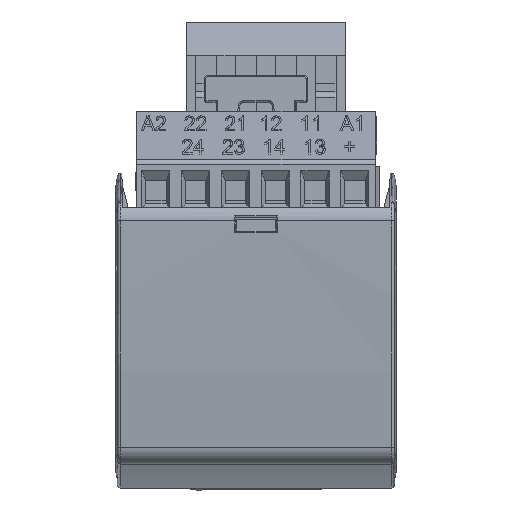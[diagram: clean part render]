
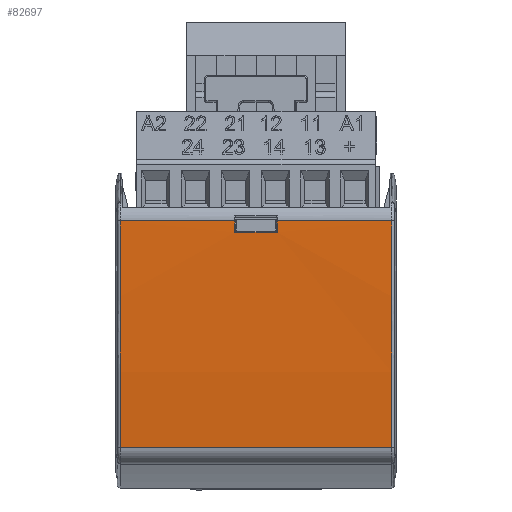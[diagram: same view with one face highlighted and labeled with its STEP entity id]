
A CAD part, left-side view. The second image highlights one B-rep face of the part: STEP entity #82697.
In plain terms, the highlighted cylindrical face has radius 300 mm (diameter 600 mm), a partial arc.
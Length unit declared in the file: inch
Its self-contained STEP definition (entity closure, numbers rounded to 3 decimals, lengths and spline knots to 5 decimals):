
#208 = LINE ( 'NONE', #87087, #10801 ) ;
#909 = VERTEX_POINT ( 'NONE', #50742 ) ;
#1014 = DIRECTION ( 'NONE',  ( 0., -1., 0. ) ) ;
#5192 = CARTESIAN_POINT ( 'NONE',  ( 9.7394, 0., 0.18504 ) ) ;
#5460 = CARTESIAN_POINT ( 'NONE',  ( -2.07086, 0., 0.0511 ) ) ;
#5623 = CARTESIAN_POINT ( 'NONE',  ( -2.07086, 0.10687, 0.0511 ) ) ;
#7219 = CYLINDRICAL_SURFACE ( 'NONE', #52480, 11.81102 ) ;
#10493 = CARTESIAN_POINT ( 'NONE',  ( -2.07086, 0.6811, 0.0511 ) ) ;
#10801 = VECTOR ( 'NONE', #1014, 39.37008 ) ;
#11209 = EDGE_CURVE ( 'NONE', #59043, #79650, #100073, .T. ) ;
#11534 = VERTEX_POINT ( 'NONE', #123424 ) ;
#12769 = CARTESIAN_POINT ( 'NONE',  ( -2.00287, -0.6811, -1.08749 ) ) ;
#13000 = DIRECTION ( 'NONE',  ( 0., 1., 0. ) ) ;
#16746 = CARTESIAN_POINT ( 'NONE',  ( -2.07086, -0.10687, 0.0511 ) ) ;
#16819 = CARTESIAN_POINT ( 'NONE',  ( -2.07086, -0.6811, 0.0511 ) ) ;
#17303 = LINE ( 'NONE', #123158, #47512 ) ;
#18862 = VERTEX_POINT ( 'NONE', #89876 ) ;
#21028 = CARTESIAN_POINT ( 'NONE',  ( 9.7394, 0.6811, 0.18504 ) ) ;
#21722 = EDGE_LOOP ( 'NONE', ( #122954, #103646, #79499, #123051, #95726, #68409, #82170, #43503 ) ) ;
#22331 = DIRECTION ( 'NONE',  ( 0., 0., -1. ) ) ;
#25255 = VECTOR ( 'NONE', #52105, 39.37008 ) ;
#26146 = VECTOR ( 'NONE', #53638, 39.37008 ) ;
#26759 = CARTESIAN_POINT ( 'NONE',  ( -2.07007, 0.10686, -0.006 ) ) ;
#30643 = LINE ( 'NONE', #5460, #26146 ) ;
#34871 = CARTESIAN_POINT ( 'NONE',  ( -2.07038, 0.10686, 0.01303 ) ) ;
#34881 = CARTESIAN_POINT ( 'NONE',  ( -2.00287, 0.6811, -1.08749 ) ) ;
#35590 = DIRECTION ( 'NONE',  ( 0., -1., 0. ) ) ;
#38130 = AXIS2_PLACEMENT_3D ( 'NONE', #59882, #13000, #22331 ) ;
#40523 = FACE_OUTER_BOUND ( 'NONE', #21722, .T. ) ;
#43503 = ORIENTED_EDGE ( 'NONE', *, *, #115960, .T. ) ;
#46316 = CARTESIAN_POINT ( 'NONE',  ( -2.07064, -0.10686, 0.03207 ) ) ;
#47512 = VECTOR ( 'NONE', #35590, 39.37008 ) ;
#50742 = CARTESIAN_POINT ( 'NONE',  ( -2.07086, 0.10687, 0.0511 ) ) ;
#52105 = DIRECTION ( 'NONE',  ( 0., -1., 0. ) ) ;
#52480 = AXIS2_PLACEMENT_3D ( 'NONE', #5192, #71850, #53795 ) ;
#53638 = DIRECTION ( 'NONE',  ( 0., -1., 0. ) ) ;
#53795 = DIRECTION ( 'NONE',  ( 0., 0., -1. ) ) ;
#53940 = LINE ( 'NONE', #77776, #25255 ) ;
#55041 = CARTESIAN_POINT ( 'NONE',  ( -2.07064, 0.10686, 0.03207 ) ) ;
#59043 = VERTEX_POINT ( 'NONE', #12769 ) ;
#59882 = CARTESIAN_POINT ( 'NONE',  ( 9.7394, -0.6811, 0.18504 ) ) ;
#61070 = AXIS2_PLACEMENT_3D ( 'NONE', #21028, #98518, #77905 ) ;
#61227 = CIRCLE ( 'NONE', #61070, 11.81102 ) ;
#62087 = VERTEX_POINT ( 'NONE', #34881 ) ;
#66046 = CARTESIAN_POINT ( 'NONE',  ( -2.07007, -0.10686, -0.006 ) ) ;
#68409 = ORIENTED_EDGE ( 'NONE', *, *, #119961, .T. ) ;
#71850 = DIRECTION ( 'NONE',  ( 0., -1., 0. ) ) ;
#77776 = CARTESIAN_POINT ( 'NONE',  ( -2.07007, 0., -0.006 ) ) ;
#77905 = DIRECTION ( 'NONE',  ( 0., 0., -1. ) ) ;
#79499 = ORIENTED_EDGE ( 'NONE', *, *, #118934, .F. ) ;
#79650 = VERTEX_POINT ( 'NONE', #16819 ) ;
#82170 = ORIENTED_EDGE ( 'NONE', *, *, #111528, .F. ) ;
#82697 = ADVANCED_FACE ( 'NONE', ( #40523 ), #7219, .T. ) ;
#83926 = EDGE_CURVE ( 'NONE', #117381, #18862, #86401, .T. ) ;
#86401 = B_SPLINE_CURVE_WITH_KNOTS ( 'NONE', 3,
 ( #16746, #46316, #123379, #66046 ),
 .UNSPECIFIED., .F., .F.,
 ( 4, 4 ),
 ( 0., 1. ),
 .UNSPECIFIED. ) ;
#87087 = CARTESIAN_POINT ( 'NONE',  ( -2.07086, 0., 0.0511 ) ) ;
#89876 = CARTESIAN_POINT ( 'NONE',  ( -2.07007, -0.10686, -0.006 ) ) ;
#92846 = VERTEX_POINT ( 'NONE', #10493 ) ;
#95726 = ORIENTED_EDGE ( 'NONE', *, *, #101199, .F. ) ;
#98518 = DIRECTION ( 'NONE',  ( 0., -1., 0. ) ) ;
#100073 = CIRCLE ( 'NONE', #38130, 11.81102 ) ;
#101199 = EDGE_CURVE ( 'NONE', #11534, #18862, #53940, .T. ) ;
#103646 = ORIENTED_EDGE ( 'NONE', *, *, #11209, .T. ) ;
#108952 = EDGE_CURVE ( 'NONE', #62087, #59043, #17303, .T. ) ;
#111528 = EDGE_CURVE ( 'NONE', #92846, #909, #208, .T. ) ;
#115960 = EDGE_CURVE ( 'NONE', #92846, #62087, #61227, .T. ) ;
#117381 = VERTEX_POINT ( 'NONE', #117426 ) ;
#117426 = CARTESIAN_POINT ( 'NONE',  ( -2.07086, -0.10687, 0.0511 ) ) ;
#118934 = EDGE_CURVE ( 'NONE', #117381, #79650, #30643, .T. ) ;
#119886 = B_SPLINE_CURVE_WITH_KNOTS ( 'NONE', 3,
 ( #26759, #34871, #55041, #5623 ),
 .UNSPECIFIED., .F., .F.,
 ( 4, 4 ),
 ( 0., 1. ),
 .UNSPECIFIED. ) ;
#119961 = EDGE_CURVE ( 'NONE', #11534, #909, #119886, .T. ) ;
#122954 = ORIENTED_EDGE ( 'NONE', *, *, #108952, .T. ) ;
#123051 = ORIENTED_EDGE ( 'NONE', *, *, #83926, .T. ) ;
#123158 = CARTESIAN_POINT ( 'NONE',  ( -2.00287, 0., -1.08749 ) ) ;
#123379 = CARTESIAN_POINT ( 'NONE',  ( -2.07038, -0.10686, 0.01303 ) ) ;
#123424 = CARTESIAN_POINT ( 'NONE',  ( -2.07007, 0.10686, -0.006 ) ) ;
